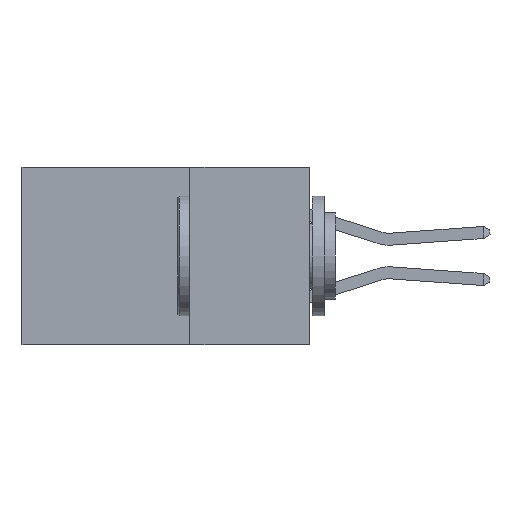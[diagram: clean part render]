
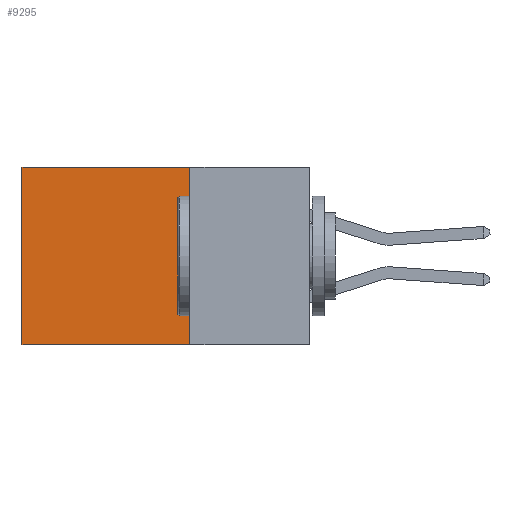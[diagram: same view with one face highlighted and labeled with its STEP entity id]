
A CAD part, left-side view. The second image highlights one B-rep face of the part: STEP entity #9295.
In plain terms, the highlighted planar face has unit normal (-1, 0, 0).
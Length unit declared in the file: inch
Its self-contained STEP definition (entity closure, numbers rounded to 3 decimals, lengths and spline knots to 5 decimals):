
#300 = EDGE_CURVE ( 'NONE', #6363, #6312, #1120, .T. ) ;
#1086 = PLANE ( 'NONE',  #10770 ) ;
#1120 = LINE ( 'NONE', #4488, #11810 ) ;
#1572 = EDGE_CURVE ( 'NONE', #6629, #6312, #3434, .T. ) ;
#2122 = CARTESIAN_POINT ( 'NONE',  ( 0.298, 0.6, 0. ) ) ;
#3230 = DIRECTION ( 'NONE',  ( 0., 0., -1. ) ) ;
#3434 = LINE ( 'NONE', #8046, #5890 ) ;
#4488 = CARTESIAN_POINT ( 'NONE',  ( 0.298, 0.6, 0. ) ) ;
#4810 = CARTESIAN_POINT ( 'NONE',  ( 0.298, 0.6, -0.37 ) ) ;
#5811 = CARTESIAN_POINT ( 'NONE',  ( 0.298, 0.25, 0. ) ) ;
#5829 = EDGE_CURVE ( 'NONE', #6787, #6363, #11321, .T. ) ;
#5890 = VECTOR ( 'NONE', #8021, 39.37008 ) ;
#6312 = VERTEX_POINT ( 'NONE', #4810 ) ;
#6363 = VERTEX_POINT ( 'NONE', #2122 ) ;
#6509 = ORIENTED_EDGE ( 'NONE', *, *, #300, .T. ) ;
#6629 = VERTEX_POINT ( 'NONE', #7290 ) ;
#6671 = ORIENTED_EDGE ( 'NONE', *, *, #1572, .F. ) ;
#6787 = VERTEX_POINT ( 'NONE', #7032 ) ;
#6815 = ORIENTED_EDGE ( 'NONE', *, *, #12263, .F. ) ;
#7032 = CARTESIAN_POINT ( 'NONE',  ( 0.298, 0.25, 0. ) ) ;
#7093 = ORIENTED_EDGE ( 'NONE', *, *, #5829, .T. ) ;
#7290 = CARTESIAN_POINT ( 'NONE',  ( 0.298, 0.25, -0.37 ) ) ;
#7702 = VECTOR ( 'NONE', #9190, 39.37008 ) ;
#8021 = DIRECTION ( 'NONE',  ( 0., 1., 0. ) ) ;
#8046 = CARTESIAN_POINT ( 'NONE',  ( 0.298, 0.25, -0.37 ) ) ;
#8056 = DIRECTION ( 'NONE',  ( 0., 1., 0. ) ) ;
#8445 = CARTESIAN_POINT ( 'NONE',  ( 0.298, 0.25, 0. ) ) ;
#9190 = DIRECTION ( 'NONE',  ( 0., 0., -1. ) ) ;
#9295 = ADVANCED_FACE ( 'NONE', ( #12046 ), #1086, .F. ) ;
#9436 = DIRECTION ( 'NONE',  ( 1., 0., 0. ) ) ;
#9922 = DIRECTION ( 'NONE',  ( 0., 0., -1. ) ) ;
#10146 = CARTESIAN_POINT ( 'NONE',  ( 0.298, 0.25, 0. ) ) ;
#10371 = LINE ( 'NONE', #10146, #7702 ) ;
#10770 = AXIS2_PLACEMENT_3D ( 'NONE', #8445, #9436, #3230 ) ;
#11034 = VECTOR ( 'NONE', #8056, 39.37008 ) ;
#11321 = LINE ( 'NONE', #5811, #11034 ) ;
#11810 = VECTOR ( 'NONE', #9922, 39.37008 ) ;
#12046 = FACE_OUTER_BOUND ( 'NONE', #12077, .T. ) ;
#12077 = EDGE_LOOP ( 'NONE', ( #6509, #6671, #6815, #7093 ) ) ;
#12263 = EDGE_CURVE ( 'NONE', #6787, #6629, #10371, .T. ) ;
